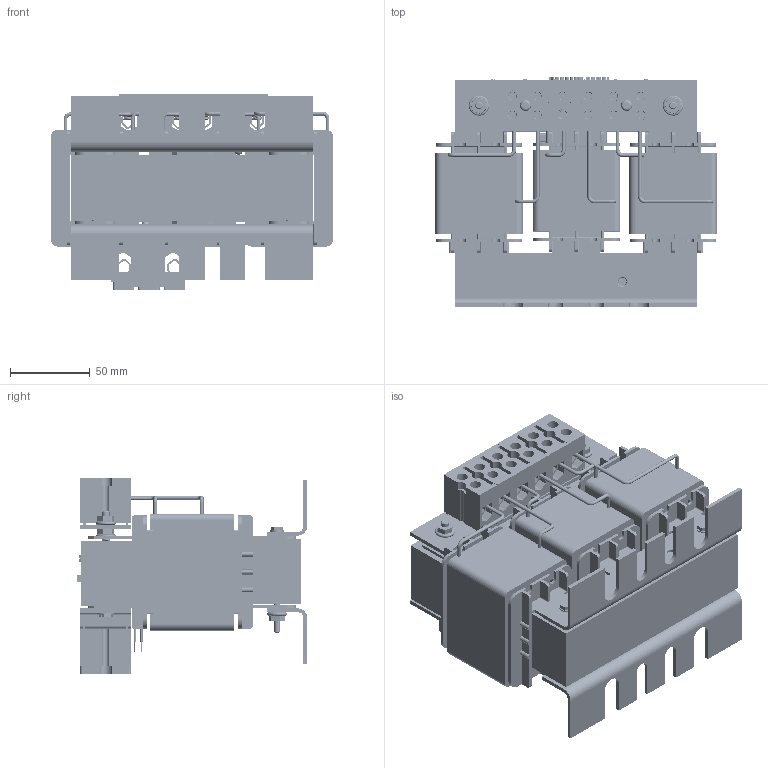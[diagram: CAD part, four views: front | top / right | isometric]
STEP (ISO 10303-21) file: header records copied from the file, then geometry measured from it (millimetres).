
FILE_DESCRIPTION(/* description */ (''),/* implementation_level */ '2;1');
FILE_NAME(/* name */ 'KLRUL16ATBMG.stp',/* time_stamp */ '2020-03-10T13:11:24-05:00',/* author */ ('jnelson'),/* organization */ (''),/* preprocessor_version */ 'ST-DEVELOPER v17',/* originating_system */ 'Autodesk Inventor 2019',/* authorisation */ '');
FILE_SCHEMA (('AUTOMOTIVE_DESIGN { 1 0 10303 214 3 1 1 }'));
Products named in the file (31): KTRMG12C; 23362-E-1.62 STACK; 24146; 17413-REV-H; 24340coil; 15153; 23362-I-1.620 STACK; 24260-REV-NR; 25870; 2555; 26474-Better; 26474; 30712 HW 10-32 2.25; 11923 INVENTOR 13; 11923; 10290; 11923insert-hex head; 11923-1; 11923-HEX SCREW; 26811- KTR-KTRMG 115; KTR10A64G E FRAME A1; KTR10A64G E FRAME A2; KTR8D65HG FRAME STRAIGHT; 29476-SHORT LEADS; 28453; 28453_1; 11923insert; 11923-1_1; 11923-2; 11923-3; 31664
Assembly tree (64 placements, depth 4):
  KTRMG12C
    23362-E-1.62 STACK
    24146  x3
      17413-REV-H
      24340coil
    15153  x2
    23362-I-1.620 STACK
    24260-REV-NR  x2
    25870
    2555  x7
    26474-Better  x2
    26474  x2
    30712 HW 10-32 2.25
    11923 INVENTOR 13
      11923
      11923insert-hex head  x6
        11923-1
        11923-HEX SCREW
      10290  x2
    26811- KTR-KTRMG 115
    KTR10A64G E FRAME A1  x4
    KTR10A64G E FRAME A2  x8
    KTR8D65HG FRAME STRAIGHT  x3
    29476-SHORT LEADS
    28453
      28453_1
      11923insert  x3
        11923-1_1
        11923-2
        11923-3
    31664
Bounding box: 177.14 x 145.03 x 122.89 mm (x, y, z)
Volume: 1294815.8 mm3; surface area: 459238.2 mm2
Topology: 77 solids, 77 shells, 3262 faces, 8638 edges, 5625 vertices
Faces by surface type: plane 1613, cylinder 1197, bspline 308, cone 103, torus 37, sphere 4
Full cylindrical faces by diameter (mm): 0.762 x2, 1.524 x2, 2.408 x27, 3.15 x4, 3.302 x2, 3.683 x7, 3.759 x3, 3.802 x126, 4.166 x2, 4.434 x2, 4.496 x12, 4.724 x7, 4.826 x129, 5.08 x2, 5.131 x6, 5.172 x60, 5.867 x6, 6.35 x65, 6.604 x12, 7.01 x22, 7.874 x4, 8.544 x3, 10.516 x2, 12.7 x7, 19.05 x1
Entity records: 64568 total; most frequent: CARTESIAN_POINT 23577, ORIENTED_EDGE 8746, DIRECTION 7398, EDGE_CURVE 4373, VERTEX_POINT 2887, LINE 2834, VECTOR 2834, AXIS2_PLACEMENT_3D 2282
